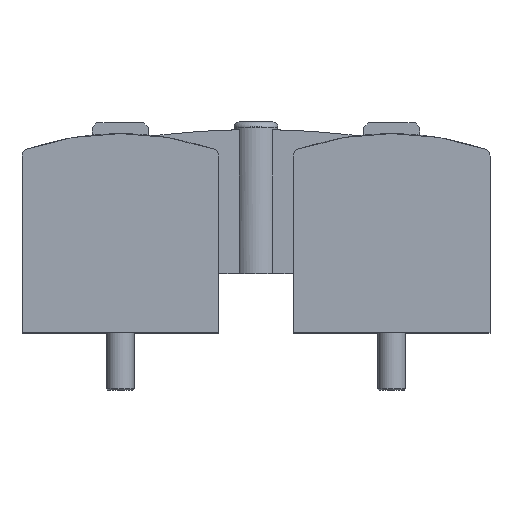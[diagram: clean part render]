
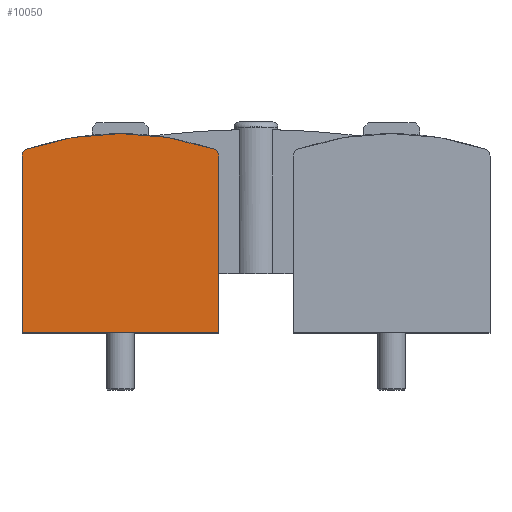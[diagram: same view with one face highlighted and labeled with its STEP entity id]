
A CAD part, top view. The second image highlights one B-rep face of the part: STEP entity #10050.
In plain terms, the highlighted planar face has unit normal (0, 0, 1).
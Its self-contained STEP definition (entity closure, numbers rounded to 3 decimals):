
#153=PLANE('',#10651);
#629=LINE('',#14690,#1344);
#637=LINE('',#14706,#1352);
#638=LINE('',#14709,#1353);
#1344=VECTOR('',#11916,1000.);
#1352=VECTOR('',#11926,1000.);
#1353=VECTOR('',#11931,1000.);
#2626=ORIENTED_EDGE('',*,*,#4613,.T.);
#2627=ORIENTED_EDGE('',*,*,#4629,.T.);
#2628=ORIENTED_EDGE('',*,*,#4628,.T.);
#2629=ORIENTED_EDGE('',*,*,#4620,.T.);
#2630=ORIENTED_EDGE('',*,*,#4630,.T.);
#2631=ORIENTED_EDGE('',*,*,#4631,.T.);
#4613=EDGE_CURVE('',#5676,#5675,#6251,.T.);
#4620=EDGE_CURVE('',#5683,#5682,#629,.T.);
#4628=EDGE_CURVE('',#5689,#5683,#637,.T.);
#4629=EDGE_CURVE('',#5675,#5689,#6253,.T.);
#4630=EDGE_CURVE('',#5682,#5690,#638,.T.);
#4631=EDGE_CURVE('',#5690,#5676,#6254,.T.);
#5675=VERTEX_POINT('',#14664);
#5676=VERTEX_POINT('',#14666);
#5682=VERTEX_POINT('',#14689);
#5683=VERTEX_POINT('',#14691);
#5689=VERTEX_POINT('',#14704);
#5690=VERTEX_POINT('',#14710);
#6251=CIRCLE('',#10647,31.);
#6253=CIRCLE('',#10652,0.8);
#6254=CIRCLE('',#10653,0.8);
#6673=EDGE_LOOP('',(#2626,#2627,#2628,#2629,#2630,#2631));
#7235=FACE_BOUND('',#6673,.T.);
#10050=ADVANCED_FACE('',(#7235),#153,.T.);
#10647=AXIS2_PLACEMENT_3D('',#14665,#11906,#11907);
#10651=AXIS2_PLACEMENT_3D('',#14707,#11927,#11928);
#10652=AXIS2_PLACEMENT_3D('',#14708,#11929,#11930);
#10653=AXIS2_PLACEMENT_3D('',#14711,#11932,#11933);
#11906=DIRECTION('',(0.,0.,1.));
#11907=DIRECTION('',(1.,0.,0.));
#11916=DIRECTION('',(1.,0.,0.));
#11926=DIRECTION('',(0.,-1.,0.));
#11927=DIRECTION('',(0.,0.,1.));
#11928=DIRECTION('',(1.,0.,0.));
#11929=DIRECTION('',(0.,0.,1.));
#11930=DIRECTION('',(1.,0.,0.));
#11931=DIRECTION('',(0.,1.,0.));
#11932=DIRECTION('',(0.,0.,1.));
#11933=DIRECTION('',(1.,0.,0.));
#14664=CARTESIAN_POINT('',(-9.957,19.657,14.));
#14665=CARTESIAN_POINT('',(0.,-9.7,14.));
#14666=CARTESIAN_POINT('',(9.957,19.657,14.));
#14689=CARTESIAN_POINT('',(10.5,0.,14.));
#14690=CARTESIAN_POINT('',(-10.5,0.,14.));
#14691=CARTESIAN_POINT('',(-10.5,0.,14.));
#14704=CARTESIAN_POINT('',(-10.5,18.9,14.));
#14706=CARTESIAN_POINT('',(-10.5,22.5,14.));
#14707=CARTESIAN_POINT('',(0.,0.,14.));
#14708=CARTESIAN_POINT('',(-9.7,18.9,14.));
#14709=CARTESIAN_POINT('',(10.5,0.,14.));
#14710=CARTESIAN_POINT('',(10.5,18.9,14.));
#14711=CARTESIAN_POINT('',(9.7,18.9,14.));
